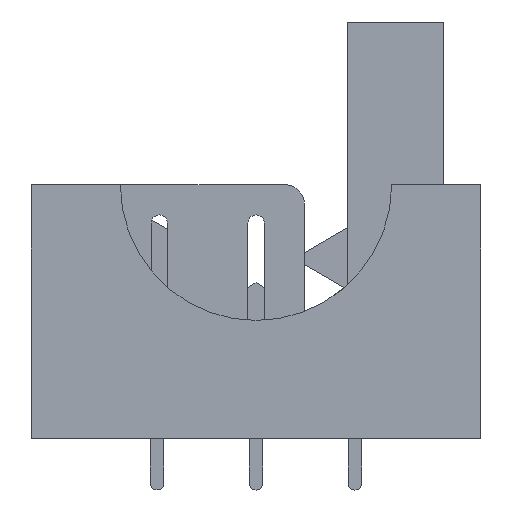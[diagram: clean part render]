
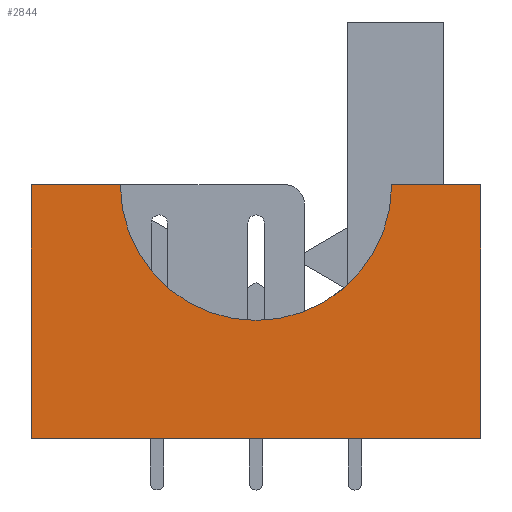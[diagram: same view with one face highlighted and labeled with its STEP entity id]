
A CAD part, front view. The second image highlights one B-rep face of the part: STEP entity #2844.
In plain terms, the highlighted planar face has unit normal (0, -1, 0).
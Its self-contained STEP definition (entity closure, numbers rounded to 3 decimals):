
#1292 = ORIENTED_EDGE ( 'NONE', *, *, #12460, .F. ) ;
#1507 = CARTESIAN_POINT ( 'NONE',  ( -11.6, -2.9, 13.1 ) ) ;
#1558 = ORIENTED_EDGE ( 'NONE', *, *, #4764, .F. ) ;
#1694 = LINE ( 'NONE', #1507, #14691 ) ;
#1809 = VERTEX_POINT ( 'NONE', #6511 ) ;
#2422 = DIRECTION ( 'NONE',  ( 0., 0., -1. ) ) ;
#2762 = CARTESIAN_POINT ( 'NONE',  ( 0., -2.9, 13.1 ) ) ;
#2844 = ADVANCED_FACE ( 'NONE', ( #16468 ), #6705, .F. ) ;
#3441 = DIRECTION ( 'NONE',  ( 1., 0., 0. ) ) ;
#3639 = VERTEX_POINT ( 'NONE', #8137 ) ;
#3811 = DIRECTION ( 'NONE',  ( 0., 0., 1. ) ) ;
#4244 = EDGE_CURVE ( 'NONE', #9714, #1809, #12804, .T. ) ;
#4282 = CIRCLE ( 'NONE', #14697, 7. ) ;
#4764 = EDGE_CURVE ( 'NONE', #3639, #10509, #1694, .T. ) ;
#4792 = VECTOR ( 'NONE', #11968, 1000. ) ;
#5452 = CARTESIAN_POINT ( 'NONE',  ( 0., -2.9, 13.1 ) ) ;
#5620 = DIRECTION ( 'NONE',  ( 0., 0., -1. ) ) ;
#5863 = CIRCLE ( 'NONE', #11861, 7. ) ;
#6310 = ORIENTED_EDGE ( 'NONE', *, *, #14368, .F. ) ;
#6488 = EDGE_CURVE ( 'NONE', #1809, #8774, #13352, .T. ) ;
#6511 = CARTESIAN_POINT ( 'NONE',  ( 11.6, -2.9, 13.1 ) ) ;
#6705 = PLANE ( 'NONE',  #12011 ) ;
#6931 = DIRECTION ( 'NONE',  ( 1., 0., 0. ) ) ;
#7028 = CARTESIAN_POINT ( 'NONE',  ( 7., -2.9, 13.1 ) ) ;
#7034 = CARTESIAN_POINT ( 'NONE',  ( -11.6, -2.9, 13.1 ) ) ;
#7237 = CARTESIAN_POINT ( 'NONE',  ( -11.6, -2.9, 0. ) ) ;
#7539 = CARTESIAN_POINT ( 'NONE',  ( -11.6, -2.9, 0. ) ) ;
#7907 = VECTOR ( 'NONE', #6931, 1000. ) ;
#7915 = LINE ( 'NONE', #7539, #17195 ) ;
#7931 = CARTESIAN_POINT ( 'NONE',  ( -11.6, -2.9, 13.1 ) ) ;
#8096 = DIRECTION ( 'NONE',  ( 0., -1., 0. ) ) ;
#8137 = CARTESIAN_POINT ( 'NONE',  ( -11.6, -2.9, 13.1 ) ) ;
#8330 = EDGE_CURVE ( 'NONE', #3639, #13276, #16519, .T. ) ;
#8449 = DIRECTION ( 'NONE',  ( 0., -1., 0. ) ) ;
#8774 = VERTEX_POINT ( 'NONE', #18364 ) ;
#9714 = VERTEX_POINT ( 'NONE', #7028 ) ;
#9816 = VERTEX_POINT ( 'NONE', #11883 ) ;
#9982 = EDGE_LOOP ( 'NONE', ( #12540, #6310, #1292, #1558, #14369, #16946, #15462 ) ) ;
#10509 = VERTEX_POINT ( 'NONE', #15329 ) ;
#11691 = DIRECTION ( 'NONE',  ( 1., 0., 0. ) ) ;
#11861 = AXIS2_PLACEMENT_3D ( 'NONE', #5452, #8096, #2422 ) ;
#11883 = CARTESIAN_POINT ( 'NONE',  ( 0., -2.9, 6.1 ) ) ;
#11906 = CARTESIAN_POINT ( 'NONE',  ( -11.6, -2.9, 13.1 ) ) ;
#11968 = DIRECTION ( 'NONE',  ( 0., 0., -1. ) ) ;
#12011 = AXIS2_PLACEMENT_3D ( 'NONE', #7931, #18234, #3811 ) ;
#12460 = EDGE_CURVE ( 'NONE', #10509, #9816, #5863, .T. ) ;
#12540 = ORIENTED_EDGE ( 'NONE', *, *, #4244, .F. ) ;
#12804 = LINE ( 'NONE', #7034, #7907 ) ;
#13093 = EDGE_CURVE ( 'NONE', #13276, #8774, #7915, .T. ) ;
#13276 = VERTEX_POINT ( 'NONE', #7237 ) ;
#13352 = LINE ( 'NONE', #16391, #4792 ) ;
#14368 = EDGE_CURVE ( 'NONE', #9816, #9714, #4282, .T. ) ;
#14369 = ORIENTED_EDGE ( 'NONE', *, *, #8330, .T. ) ;
#14691 = VECTOR ( 'NONE', #11691, 1000. ) ;
#14697 = AXIS2_PLACEMENT_3D ( 'NONE', #2762, #8449, #5620 ) ;
#15329 = CARTESIAN_POINT ( 'NONE',  ( -7., -2.9, 13.1 ) ) ;
#15462 = ORIENTED_EDGE ( 'NONE', *, *, #6488, .F. ) ;
#16391 = CARTESIAN_POINT ( 'NONE',  ( 11.6, -2.9, 13.1 ) ) ;
#16468 = FACE_OUTER_BOUND ( 'NONE', #9982, .T. ) ;
#16519 = LINE ( 'NONE', #11906, #18356 ) ;
#16946 = ORIENTED_EDGE ( 'NONE', *, *, #13093, .T. ) ;
#17195 = VECTOR ( 'NONE', #3441, 1000. ) ;
#17556 = DIRECTION ( 'NONE',  ( 0., 0., -1. ) ) ;
#18234 = DIRECTION ( 'NONE',  ( 0., 1., 0. ) ) ;
#18356 = VECTOR ( 'NONE', #17556, 1000. ) ;
#18364 = CARTESIAN_POINT ( 'NONE',  ( 11.6, -2.9, 0. ) ) ;
